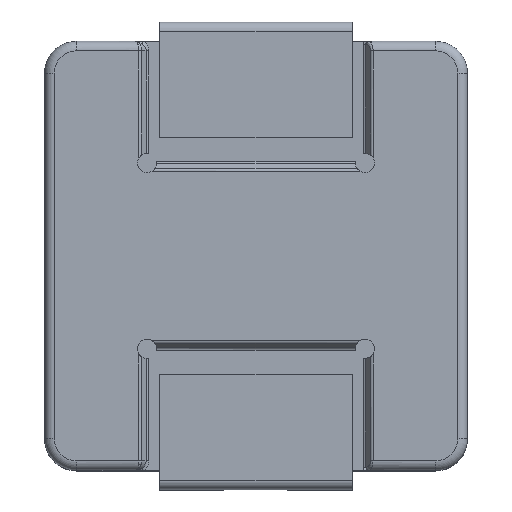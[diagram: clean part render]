
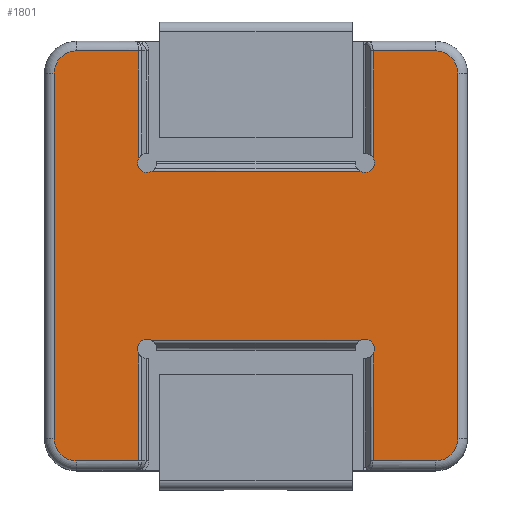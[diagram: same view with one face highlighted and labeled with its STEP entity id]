
A CAD part, top view. The second image highlights one B-rep face of the part: STEP entity #1801.
In plain terms, the highlighted planar face has unit normal (0, 0, 1).
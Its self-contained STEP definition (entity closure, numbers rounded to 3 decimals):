
#1471=CIRCLE('',#7354,0.15);
#1472=CIRCLE('',#7355,0.15);
#1473=CIRCLE('',#7356,0.35);
#1474=CIRCLE('',#7357,0.35);
#1475=CIRCLE('',#7358,0.15);
#1476=CIRCLE('',#7359,0.15);
#1477=CIRCLE('',#7360,0.35);
#1478=CIRCLE('',#7361,0.35);
#1801=ADVANCED_FACE('',(#2208),#2033,.T.);
#2033=PLANE('',#7362);
#2208=FACE_OUTER_BOUND('',#2842,.T.);
#2842=EDGE_LOOP('',(#3864,#3865,#3866,#3867,#3868,#3869,#3870,#3871,#3872,
#3873,#3874,#3875,#3876,#3877,#3878,#3879,#3880,#3881,#3882,#3883));
#3864=ORIENTED_EDGE('',*,*,#5762,.T.);
#3865=ORIENTED_EDGE('',*,*,#5763,.T.);
#3866=ORIENTED_EDGE('',*,*,#5764,.T.);
#3867=ORIENTED_EDGE('',*,*,#5765,.T.);
#3868=ORIENTED_EDGE('',*,*,#5766,.T.);
#3869=ORIENTED_EDGE('',*,*,#5767,.T.);
#3870=ORIENTED_EDGE('',*,*,#5768,.T.);
#3871=ORIENTED_EDGE('',*,*,#5769,.T.);
#3872=ORIENTED_EDGE('',*,*,#5770,.T.);
#3873=ORIENTED_EDGE('',*,*,#5771,.T.);
#3874=ORIENTED_EDGE('',*,*,#5772,.T.);
#3875=ORIENTED_EDGE('',*,*,#5773,.T.);
#3876=ORIENTED_EDGE('',*,*,#5774,.F.);
#3877=ORIENTED_EDGE('',*,*,#5775,.T.);
#3878=ORIENTED_EDGE('',*,*,#5776,.F.);
#3879=ORIENTED_EDGE('',*,*,#5777,.T.);
#3880=ORIENTED_EDGE('',*,*,#5778,.T.);
#3881=ORIENTED_EDGE('',*,*,#5779,.T.);
#3882=ORIENTED_EDGE('',*,*,#5780,.T.);
#3883=ORIENTED_EDGE('',*,*,#5781,.T.);
#5070=VERTEX_POINT('',#10475);
#5071=VERTEX_POINT('',#10476);
#5072=VERTEX_POINT('',#10478);
#5073=VERTEX_POINT('',#10480);
#5074=VERTEX_POINT('',#10482);
#5075=VERTEX_POINT('',#10484);
#5076=VERTEX_POINT('',#10486);
#5077=VERTEX_POINT('',#10488);
#5078=VERTEX_POINT('',#10490);
#5079=VERTEX_POINT('',#10492);
#5080=VERTEX_POINT('',#10494);
#5081=VERTEX_POINT('',#10496);
#5082=VERTEX_POINT('',#10498);
#5083=VERTEX_POINT('',#10500);
#5084=VERTEX_POINT('',#10502);
#5085=VERTEX_POINT('',#10504);
#5086=VERTEX_POINT('',#10506);
#5087=VERTEX_POINT('',#10508);
#5088=VERTEX_POINT('',#10510);
#5089=VERTEX_POINT('',#10512);
#5762=EDGE_CURVE('',#5070,#5071,#6332,.T.);
#5763=EDGE_CURVE('',#5071,#5072,#6333,.T.);
#5764=EDGE_CURVE('',#5072,#5073,#1471,.T.);
#5765=EDGE_CURVE('',#5073,#5074,#6334,.T.);
#5766=EDGE_CURVE('',#5074,#5075,#1472,.T.);
#5767=EDGE_CURVE('',#5075,#5076,#6335,.T.);
#5768=EDGE_CURVE('',#5076,#5077,#6336,.T.);
#5769=EDGE_CURVE('',#5077,#5078,#1473,.T.);
#5770=EDGE_CURVE('',#5078,#5079,#6337,.T.);
#5771=EDGE_CURVE('',#5079,#5080,#1474,.T.);
#5772=EDGE_CURVE('',#5080,#5081,#6338,.T.);
#5773=EDGE_CURVE('',#5081,#5082,#6339,.T.);
#5774=EDGE_CURVE('',#5083,#5082,#1475,.T.);
#5775=EDGE_CURVE('',#5083,#5084,#6340,.T.);
#5776=EDGE_CURVE('',#5085,#5084,#1476,.T.);
#5777=EDGE_CURVE('',#5085,#5086,#6341,.T.);
#5778=EDGE_CURVE('',#5086,#5087,#6342,.T.);
#5779=EDGE_CURVE('',#5087,#5088,#1477,.T.);
#5780=EDGE_CURVE('',#5088,#5089,#6343,.T.);
#5781=EDGE_CURVE('',#5089,#5070,#1478,.T.);
#6332=LINE('',#10474,#6620);
#6333=LINE('',#10477,#6621);
#6334=LINE('',#10481,#6622);
#6335=LINE('',#10485,#6623);
#6336=LINE('',#10487,#6624);
#6337=LINE('',#10491,#6625);
#6338=LINE('',#10495,#6626);
#6339=LINE('',#10497,#6627);
#6340=LINE('',#10501,#6628);
#6341=LINE('',#10505,#6629);
#6342=LINE('',#10507,#6630);
#6343=LINE('',#10511,#6631);
#6620=VECTOR('',#8801,1.);
#6621=VECTOR('',#8802,1.);
#6622=VECTOR('',#8805,1.);
#6623=VECTOR('',#8808,1.);
#6624=VECTOR('',#8809,1.);
#6625=VECTOR('',#8812,1.);
#6626=VECTOR('',#8815,1.);
#6627=VECTOR('',#8816,1.);
#6628=VECTOR('',#8819,1.);
#6629=VECTOR('',#8822,1.);
#6630=VECTOR('',#8823,1.);
#6631=VECTOR('',#8826,1.);
#7354=AXIS2_PLACEMENT_3D('',#10479,#8803,#8804);
#7355=AXIS2_PLACEMENT_3D('',#10483,#8806,#8807);
#7356=AXIS2_PLACEMENT_3D('',#10489,#8810,#8811);
#7357=AXIS2_PLACEMENT_3D('',#10493,#8813,#8814);
#7358=AXIS2_PLACEMENT_3D('',#10499,#8817,#8818);
#7359=AXIS2_PLACEMENT_3D('',#10503,#8820,#8821);
#7360=AXIS2_PLACEMENT_3D('',#10509,#8824,#8825);
#7361=AXIS2_PLACEMENT_3D('',#10513,#8827,#8828);
#7362=AXIS2_PLACEMENT_3D('',#10514,#8829,#8830);
#8801=DIRECTION('',(-1.,0.,0.));
#8802=DIRECTION('',(0.,-1.,0.));
#8803=DIRECTION('',(0.,0.,-1.));
#8804=DIRECTION('',(0.,-1.,0.));
#8805=DIRECTION('',(-1.,0.,0.));
#8806=DIRECTION('',(0.,0.,-1.));
#8807=DIRECTION('',(0.,-1.,0.));
#8808=DIRECTION('',(0.,1.,0.));
#8809=DIRECTION('',(-1.,0.,0.));
#8810=DIRECTION('',(0.,0.,1.));
#8811=DIRECTION('',(1.,0.,0.));
#8812=DIRECTION('',(0.,-1.,0.));
#8813=DIRECTION('',(0.,0.,1.));
#8814=DIRECTION('',(1.,0.,0.));
#8815=DIRECTION('',(1.,0.,0.));
#8816=DIRECTION('',(0.,1.,0.));
#8817=DIRECTION('',(0.,0.,1.));
#8818=DIRECTION('',(0.,1.,0.));
#8819=DIRECTION('',(1.,0.,0.));
#8820=DIRECTION('',(0.,0.,1.));
#8821=DIRECTION('',(0.,1.,0.));
#8822=DIRECTION('',(0.,-1.,0.));
#8823=DIRECTION('',(1.,0.,0.));
#8824=DIRECTION('',(0.,0.,1.));
#8825=DIRECTION('',(1.,0.,0.));
#8826=DIRECTION('',(0.,1.,0.));
#8827=DIRECTION('',(0.,0.,1.));
#8828=DIRECTION('',(1.,0.,0.));
#8829=DIRECTION('',(0.,0.,1.));
#8830=DIRECTION('',(1.,0.,0.));
#10474=CARTESIAN_POINT('',(2.8,3.2,3.));
#10475=CARTESIAN_POINT('',(2.8,3.2,3.));
#10476=CARTESIAN_POINT('',(1.827,3.2,3.));
#10477=CARTESIAN_POINT('',(1.827,2.85,3.));
#10478=CARTESIAN_POINT('',(1.827,1.53,3.));
#10479=CARTESIAN_POINT('',(1.7,1.45,3.));
#10480=CARTESIAN_POINT('',(1.62,1.323,3.));
#10481=CARTESIAN_POINT('',(2.8,1.323,3.));
#10482=CARTESIAN_POINT('',(-1.62,1.323,3.));
#10483=CARTESIAN_POINT('',(-1.7,1.45,3.));
#10484=CARTESIAN_POINT('',(-1.827,1.53,3.));
#10485=CARTESIAN_POINT('',(-1.827,2.85,3.));
#10486=CARTESIAN_POINT('',(-1.827,3.2,3.));
#10487=CARTESIAN_POINT('',(2.8,3.2,3.));
#10488=CARTESIAN_POINT('',(-2.8,3.2,3.));
#10489=CARTESIAN_POINT('',(-2.8,2.85,3.));
#10490=CARTESIAN_POINT('',(-3.15,2.85,3.));
#10491=CARTESIAN_POINT('',(-3.15,2.85,3.));
#10492=CARTESIAN_POINT('',(-3.15,-2.85,3.));
#10493=CARTESIAN_POINT('',(-2.8,-2.85,3.));
#10494=CARTESIAN_POINT('',(-2.8,-3.2,3.));
#10495=CARTESIAN_POINT('',(2.8,-3.2,3.));
#10496=CARTESIAN_POINT('',(-1.827,-3.2,3.));
#10497=CARTESIAN_POINT('',(-1.827,2.85,3.));
#10498=CARTESIAN_POINT('',(-1.827,-1.53,3.));
#10499=CARTESIAN_POINT('',(-1.7,-1.45,3.));
#10500=CARTESIAN_POINT('',(-1.62,-1.323,3.));
#10501=CARTESIAN_POINT('',(2.8,-1.323,3.));
#10502=CARTESIAN_POINT('',(1.62,-1.323,3.));
#10503=CARTESIAN_POINT('',(1.7,-1.45,3.));
#10504=CARTESIAN_POINT('',(1.827,-1.53,3.));
#10505=CARTESIAN_POINT('',(1.827,2.85,3.));
#10506=CARTESIAN_POINT('',(1.827,-3.2,3.));
#10507=CARTESIAN_POINT('',(2.8,-3.2,3.));
#10508=CARTESIAN_POINT('',(2.8,-3.2,3.));
#10509=CARTESIAN_POINT('',(2.8,-2.85,3.));
#10510=CARTESIAN_POINT('',(3.15,-2.85,3.));
#10511=CARTESIAN_POINT('',(3.15,2.85,3.));
#10512=CARTESIAN_POINT('',(3.15,2.85,3.));
#10513=CARTESIAN_POINT('',(2.8,2.85,3.));
#10514=CARTESIAN_POINT('',(2.8,2.85,3.));
